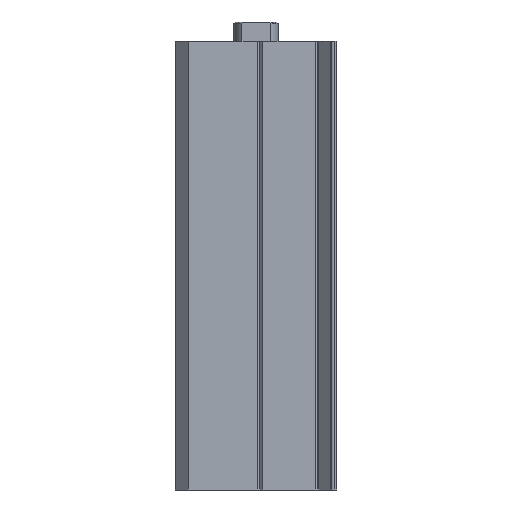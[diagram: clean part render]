
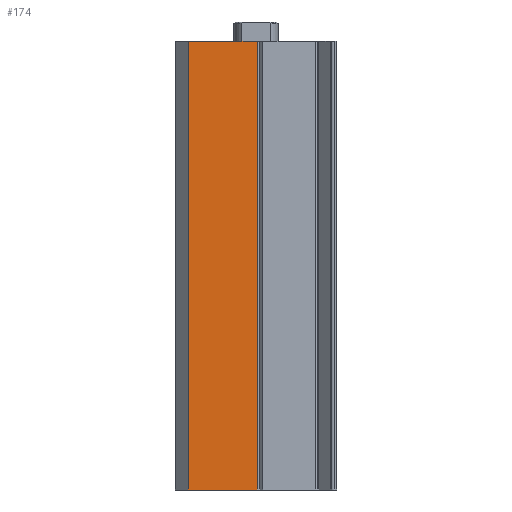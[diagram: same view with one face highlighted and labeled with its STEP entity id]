
A CAD part, left-side view. The second image highlights one B-rep face of the part: STEP entity #174.
In plain terms, the highlighted planar face has unit normal (-1, 0, 0).
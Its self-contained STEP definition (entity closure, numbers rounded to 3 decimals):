
#27 = EDGE_CURVE ( 'NONE', #4040, #1009, #3231, .T. ) ;
#174 = ADVANCED_FACE ( 'NONE', ( #188 ), #1587, .F. ) ;
#188 = FACE_OUTER_BOUND ( 'NONE', #2179, .T. ) ;
#269 = VECTOR ( 'NONE', #3183, 1000. ) ;
#329 = CARTESIAN_POINT ( 'NONE',  ( -14.5, -14.5, 40.25 ) ) ;
#479 = EDGE_CURVE ( 'NONE', #1009, #2999, #885, .T. ) ;
#483 = LINE ( 'NONE', #641, #269 ) ;
#527 = DIRECTION ( 'NONE',  ( 0., 0., -1. ) ) ;
#540 = CARTESIAN_POINT ( 'NONE',  ( -14.5, 12.13, -40.25 ) ) ;
#583 = VECTOR ( 'NONE', #527, 1000. ) ;
#641 = CARTESIAN_POINT ( 'NONE',  ( -14.5, -14.5, 40.25 ) ) ;
#659 = DIRECTION ( 'NONE',  ( 0., 0., -1. ) ) ;
#885 = LINE ( 'NONE', #1097, #1615 ) ;
#892 = CARTESIAN_POINT ( 'NONE',  ( -14.5, -0.208, -40.25 ) ) ;
#948 = CARTESIAN_POINT ( 'NONE',  ( -14.5, -0.208, -40.25 ) ) ;
#1009 = VERTEX_POINT ( 'NONE', #540 ) ;
#1054 = EDGE_CURVE ( 'NONE', #2999, #3343, #3567, .T. ) ;
#1097 = CARTESIAN_POINT ( 'NONE',  ( -14.5, -14.5, -40.25 ) ) ;
#1149 = CARTESIAN_POINT ( 'NONE',  ( -14.5, -0.208, 40.25 ) ) ;
#1399 = ORIENTED_EDGE ( 'NONE', *, *, #27, .T. ) ;
#1493 = EDGE_CURVE ( 'NONE', #4040, #3343, #483, .T. ) ;
#1587 = PLANE ( 'NONE',  #3412 ) ;
#1615 = VECTOR ( 'NONE', #2997, 1000. ) ;
#1687 = ORIENTED_EDGE ( 'NONE', *, *, #1493, .F. ) ;
#1826 = DIRECTION ( 'NONE',  ( 0., 0., 1. ) ) ;
#2179 = EDGE_LOOP ( 'NONE', ( #2619, #2819, #1687, #1399 ) ) ;
#2275 = CARTESIAN_POINT ( 'NONE',  ( -14.5, 12.13, 40.25 ) ) ;
#2543 = DIRECTION ( 'NONE',  ( 1., 0., 0. ) ) ;
#2619 = ORIENTED_EDGE ( 'NONE', *, *, #479, .T. ) ;
#2703 = VECTOR ( 'NONE', #1826, 1000. ) ;
#2819 = ORIENTED_EDGE ( 'NONE', *, *, #1054, .T. ) ;
#2997 = DIRECTION ( 'NONE',  ( 0., -1., 0. ) ) ;
#2999 = VERTEX_POINT ( 'NONE', #948 ) ;
#3183 = DIRECTION ( 'NONE',  ( 0., -1., 0. ) ) ;
#3231 = LINE ( 'NONE', #3707, #583 ) ;
#3343 = VERTEX_POINT ( 'NONE', #1149 ) ;
#3412 = AXIS2_PLACEMENT_3D ( 'NONE', #329, #2543, #659 ) ;
#3567 = LINE ( 'NONE', #892, #2703 ) ;
#3707 = CARTESIAN_POINT ( 'NONE',  ( -14.5, 12.13, 40.25 ) ) ;
#4040 = VERTEX_POINT ( 'NONE', #2275 ) ;
